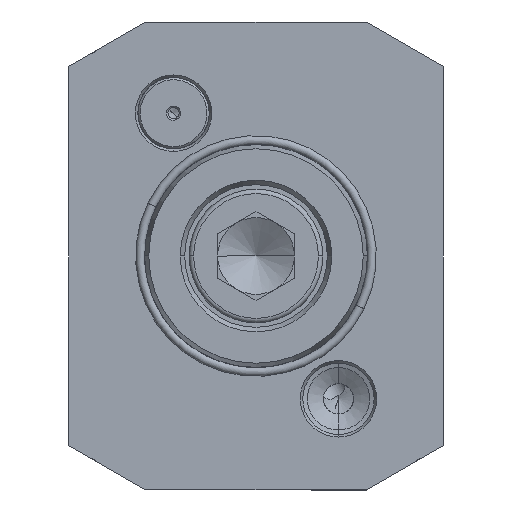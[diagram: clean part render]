
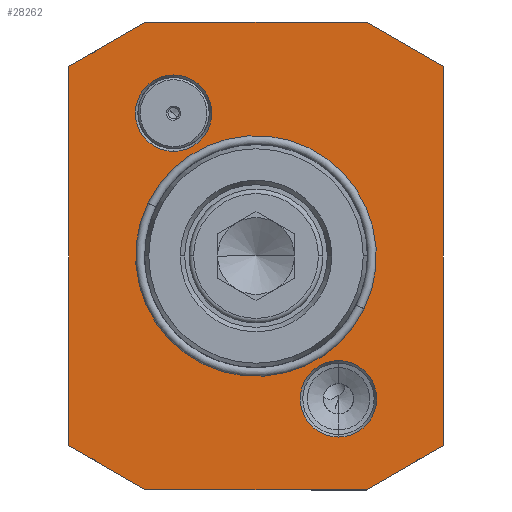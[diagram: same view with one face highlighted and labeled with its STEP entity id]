
A CAD part, front view. The second image highlights one B-rep face of the part: STEP entity #28262.
In plain terms, the highlighted planar face has unit normal (0, -1, 0).
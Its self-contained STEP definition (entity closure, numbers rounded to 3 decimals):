
#452 = VECTOR ( 'NONE', #23182, 1000. ) ;
#539 = ORIENTED_EDGE ( 'NONE', *, *, #25028, .T. ) ;
#544 = EDGE_LOOP ( 'NONE', ( #27996, #24366 ) ) ;
#724 = CARTESIAN_POINT ( 'NONE',  ( 24.679, 0., 52.5 ) ) ;
#1004 = ORIENTED_EDGE ( 'NONE', *, *, #22143, .T. ) ;
#1501 = EDGE_CURVE ( 'NONE', #22840, #2392, #10903, .T. ) ;
#1819 = EDGE_CURVE ( 'NONE', #18075, #7878, #13858, .T. ) ;
#2392 = VERTEX_POINT ( 'NONE', #15622 ) ;
#2922 = CARTESIAN_POINT ( 'NONE',  ( 18.5, 0., -32.043 ) ) ;
#3027 = DIRECTION ( 'NONE',  ( 0., 0., -1. ) ) ;
#3210 = DIRECTION ( 'NONE',  ( 0., 0., -1. ) ) ;
#3221 = CARTESIAN_POINT ( 'NONE',  ( 18.5, 0., -32.043 ) ) ;
#3306 = CARTESIAN_POINT ( 'NONE',  ( 42., 0., -42.5 ) ) ;
#3368 = CARTESIAN_POINT ( 'NONE',  ( 42., 0., 42.5 ) ) ;
#3433 = CARTESIAN_POINT ( 'NONE',  ( 42., 0., 52.5 ) ) ;
#3572 = EDGE_CURVE ( 'NONE', #2392, #22840, #25574, .T. ) ;
#3630 = VERTEX_POINT ( 'NONE', #17478 ) ;
#4214 = DIRECTION ( 'NONE',  ( -1., 0., 0. ) ) ;
#4313 = CARTESIAN_POINT ( 'NONE',  ( -18.5, 0., 23.466 ) ) ;
#4800 = DIRECTION ( 'NONE',  ( 0., 0., -1. ) ) ;
#5552 = FACE_BOUND ( 'NONE', #544, .T. ) ;
#5721 = AXIS2_PLACEMENT_3D ( 'NONE', #21247, #12180, #20979 ) ;
#6174 = CARTESIAN_POINT ( 'NONE',  ( -42., 0., -42.5 ) ) ;
#6458 = CIRCLE ( 'NONE', #8308, 25.3 ) ;
#6510 = VECTOR ( 'NONE', #3027, 1000. ) ;
#6551 = VECTOR ( 'NONE', #12949, 1000. ) ;
#6602 = CARTESIAN_POINT ( 'NONE',  ( 24.679, 0., -52.5 ) ) ;
#6992 = ORIENTED_EDGE ( 'NONE', *, *, #22589, .T. ) ;
#7244 = VECTOR ( 'NONE', #9519, 1000. ) ;
#7408 = ORIENTED_EDGE ( 'NONE', *, *, #3572, .F. ) ;
#7448 = CIRCLE ( 'NONE', #25409, 25.3 ) ;
#7805 = CARTESIAN_POINT ( 'NONE',  ( -42., 0., 42.5 ) ) ;
#7878 = VERTEX_POINT ( 'NONE', #26613 ) ;
#8308 = AXIS2_PLACEMENT_3D ( 'NONE', #17360, #9101, #4214 ) ;
#8526 = VERTEX_POINT ( 'NONE', #26382 ) ;
#8845 = CIRCLE ( 'NONE', #9756, 8.577 ) ;
#8860 = VERTEX_POINT ( 'NONE', #21551 ) ;
#9101 = DIRECTION ( 'NONE',  ( 0., 1., 0. ) ) ;
#9302 = VERTEX_POINT ( 'NONE', #26008 ) ;
#9519 = DIRECTION ( 'NONE',  ( -0.866, 0., 0.5 ) ) ;
#9522 = AXIS2_PLACEMENT_3D ( 'NONE', #21206, #22959, #27462 ) ;
#9756 = AXIS2_PLACEMENT_3D ( 'NONE', #2922, #24706, #4800 ) ;
#10486 = CARTESIAN_POINT ( 'NONE',  ( 0., 0., 0. ) ) ;
#10516 = VERTEX_POINT ( 'NONE', #22740 ) ;
#10903 = CIRCLE ( 'NONE', #9522, 8.577 ) ;
#10944 = ORIENTED_EDGE ( 'NONE', *, *, #22775, .T. ) ;
#11141 = DIRECTION ( 'NONE',  ( -0.866, 0., -0.5 ) ) ;
#11377 = ORIENTED_EDGE ( 'NONE', *, *, #1819, .T. ) ;
#11791 = VERTEX_POINT ( 'NONE', #6602 ) ;
#11894 = FACE_BOUND ( 'NONE', #18473, .T. ) ;
#12180 = DIRECTION ( 'NONE',  ( 0., 1., 0. ) ) ;
#12334 = EDGE_CURVE ( 'NONE', #23201, #8526, #6458, .T. ) ;
#12479 = VECTOR ( 'NONE', #25645, 1000. ) ;
#12949 = DIRECTION ( 'NONE',  ( 0.866, 0., -0.5 ) ) ;
#13494 = CARTESIAN_POINT ( 'NONE',  ( 18.5, 0., -40.62 ) ) ;
#13858 = LINE ( 'NONE', #724, #7244 ) ;
#14965 = VERTEX_POINT ( 'NONE', #17758 ) ;
#15159 = CIRCLE ( 'NONE', #27608, 8.577 ) ;
#15353 = EDGE_LOOP ( 'NONE', ( #15422, #10944, #25534, #11377, #28408, #1004, #6992, #539 ) ) ;
#15422 = ORIENTED_EDGE ( 'NONE', *, *, #21685, .T. ) ;
#15622 = CARTESIAN_POINT ( 'NONE',  ( -18.5, 0., 40.62 ) ) ;
#16141 = LINE ( 'NONE', #20462, #6510 ) ;
#16194 = CARTESIAN_POINT ( 'NONE',  ( -18.5, 0., 32.043 ) ) ;
#16275 = EDGE_CURVE ( 'NONE', #18075, #8860, #25348, .T. ) ;
#16438 = LINE ( 'NONE', #3306, #12479 ) ;
#17346 = VECTOR ( 'NONE', #21642, 1000. ) ;
#17360 = CARTESIAN_POINT ( 'NONE',  ( 0., 0., 0. ) ) ;
#17478 = CARTESIAN_POINT ( 'NONE',  ( -42., 0., -42.5 ) ) ;
#17758 = CARTESIAN_POINT ( 'NONE',  ( 18.5, 0., -23.466 ) ) ;
#17805 = CARTESIAN_POINT ( 'NONE',  ( -24.679, 0., 52.5 ) ) ;
#18075 = VERTEX_POINT ( 'NONE', #3368 ) ;
#18209 = EDGE_CURVE ( 'NONE', #9302, #7878, #19228, .T. ) ;
#18257 = EDGE_LOOP ( 'NONE', ( #19055, #28151 ) ) ;
#18473 = EDGE_LOOP ( 'NONE', ( #25788, #7408 ) ) ;
#19055 = ORIENTED_EDGE ( 'NONE', *, *, #24989, .T. ) ;
#19222 = EDGE_CURVE ( 'NONE', #26391, #14965, #15159, .T. ) ;
#19228 = LINE ( 'NONE', #28018, #17346 ) ;
#19600 = DIRECTION ( 'NONE',  ( -1., 0., 0. ) ) ;
#19671 = LINE ( 'NONE', #17805, #20280 ) ;
#19676 = VERTEX_POINT ( 'NONE', #7805 ) ;
#20280 = VECTOR ( 'NONE', #11141, 1000. ) ;
#20462 = CARTESIAN_POINT ( 'NONE',  ( -42., 0., 52.5 ) ) ;
#20831 = FACE_BOUND ( 'NONE', #18257, .T. ) ;
#20979 = DIRECTION ( 'NONE',  ( -1., 0., 0. ) ) ;
#21033 = CARTESIAN_POINT ( 'NONE',  ( 36., 0., -52.5 ) ) ;
#21089 = DIRECTION ( 'NONE',  ( 0., 0., -1. ) ) ;
#21162 = LINE ( 'NONE', #21033, #452 ) ;
#21206 = CARTESIAN_POINT ( 'NONE',  ( -18.5, 0., 32.043 ) ) ;
#21247 = CARTESIAN_POINT ( 'NONE',  ( 36., 0., 52.5 ) ) ;
#21551 = CARTESIAN_POINT ( 'NONE',  ( 42., 0., -42.5 ) ) ;
#21642 = DIRECTION ( 'NONE',  ( 1., 0., 0. ) ) ;
#21685 = EDGE_CURVE ( 'NONE', #10516, #11791, #21162, .T. ) ;
#21882 = DIRECTION ( 'NONE',  ( 0., 1., 0. ) ) ;
#22143 = EDGE_CURVE ( 'NONE', #9302, #19676, #19671, .T. ) ;
#22589 = EDGE_CURVE ( 'NONE', #19676, #3630, #16141, .T. ) ;
#22740 = CARTESIAN_POINT ( 'NONE',  ( -24.679, 0., -52.5 ) ) ;
#22775 = EDGE_CURVE ( 'NONE', #11791, #8860, #16438, .T. ) ;
#22840 = VERTEX_POINT ( 'NONE', #4313 ) ;
#22959 = DIRECTION ( 'NONE',  ( 0., -1., 0. ) ) ;
#23137 = FACE_OUTER_BOUND ( 'NONE', #15353, .T. ) ;
#23182 = DIRECTION ( 'NONE',  ( 1., 0., 0. ) ) ;
#23201 = VERTEX_POINT ( 'NONE', #27788 ) ;
#24366 = ORIENTED_EDGE ( 'NONE', *, *, #26674, .F. ) ;
#24706 = DIRECTION ( 'NONE',  ( 0., -1., 0. ) ) ;
#24989 = EDGE_CURVE ( 'NONE', #8526, #23201, #7448, .T. ) ;
#25028 = EDGE_CURVE ( 'NONE', #3630, #10516, #26214, .T. ) ;
#25173 = PLANE ( 'NONE',  #5721 ) ;
#25348 = LINE ( 'NONE', #3433, #26853 ) ;
#25409 = AXIS2_PLACEMENT_3D ( 'NONE', #10486, #21882, #19600 ) ;
#25534 = ORIENTED_EDGE ( 'NONE', *, *, #16275, .F. ) ;
#25574 = CIRCLE ( 'NONE', #25596, 8.577 ) ;
#25596 = AXIS2_PLACEMENT_3D ( 'NONE', #16194, #27166, #3210 ) ;
#25645 = DIRECTION ( 'NONE',  ( 0.866, 0., 0.5 ) ) ;
#25788 = ORIENTED_EDGE ( 'NONE', *, *, #1501, .F. ) ;
#26008 = CARTESIAN_POINT ( 'NONE',  ( -24.679, 0., 52.5 ) ) ;
#26214 = LINE ( 'NONE', #6174, #6551 ) ;
#26382 = CARTESIAN_POINT ( 'NONE',  ( 25.3, 0., 0. ) ) ;
#26391 = VERTEX_POINT ( 'NONE', #13494 ) ;
#26613 = CARTESIAN_POINT ( 'NONE',  ( 24.679, 0., 52.5 ) ) ;
#26674 = EDGE_CURVE ( 'NONE', #14965, #26391, #8845, .T. ) ;
#26853 = VECTOR ( 'NONE', #28094, 1000. ) ;
#27166 = DIRECTION ( 'NONE',  ( 0., -1., 0. ) ) ;
#27462 = DIRECTION ( 'NONE',  ( 0., 0., -1. ) ) ;
#27479 = DIRECTION ( 'NONE',  ( 0., -1., 0. ) ) ;
#27608 = AXIS2_PLACEMENT_3D ( 'NONE', #3221, #27479, #21089 ) ;
#27788 = CARTESIAN_POINT ( 'NONE',  ( -25.3, 0., 0. ) ) ;
#27996 = ORIENTED_EDGE ( 'NONE', *, *, #19222, .F. ) ;
#28018 = CARTESIAN_POINT ( 'NONE',  ( -36., 0., 52.5 ) ) ;
#28094 = DIRECTION ( 'NONE',  ( 0., 0., -1. ) ) ;
#28151 = ORIENTED_EDGE ( 'NONE', *, *, #12334, .T. ) ;
#28262 = ADVANCED_FACE ( 'NONE', ( #5552, #11894, #20831, #23137 ), #25173, .F. ) ;
#28408 = ORIENTED_EDGE ( 'NONE', *, *, #18209, .F. ) ;
